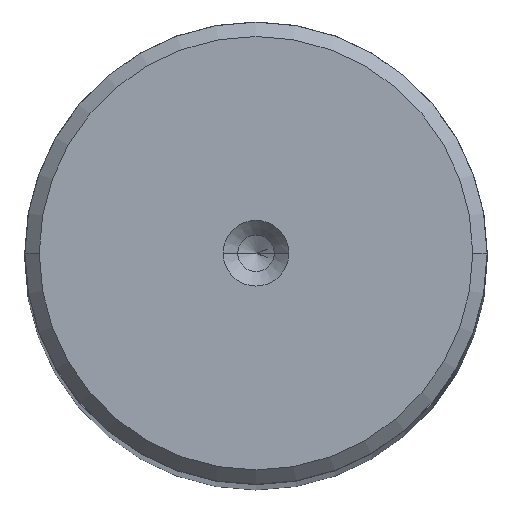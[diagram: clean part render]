
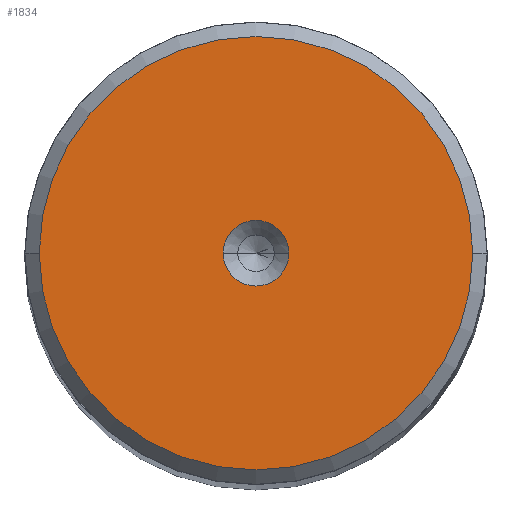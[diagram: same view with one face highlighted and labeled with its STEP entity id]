
A CAD part, top view. The second image highlights one B-rep face of the part: STEP entity #1834.
In plain terms, the highlighted planar face has unit normal (0, 0, 1).
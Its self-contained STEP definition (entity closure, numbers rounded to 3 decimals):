
#10 = VERTEX_POINT ( 'NONE', #250 ) ;
#21 = DIRECTION ( 'NONE',  ( 0., 0., 1. ) ) ;
#41 = VERTEX_POINT ( 'NONE', #2074 ) ;
#225 = DIRECTION ( 'NONE',  ( 1., 0., 0. ) ) ;
#250 = CARTESIAN_POINT ( 'NONE',  ( -2.7, 0., 260. ) ) ;
#294 = DIRECTION ( 'NONE',  ( 1., 0., 0. ) ) ;
#320 = AXIS2_PLACEMENT_3D ( 'NONE', #1452, #2838, #294 ) ;
#409 = EDGE_CURVE ( 'NONE', #1658, #10, #2303, .T. ) ;
#488 = CIRCLE ( 'NONE', #1460, 17.814 ) ;
#651 = CIRCLE ( 'NONE', #1487, 17.814 ) ;
#658 = CARTESIAN_POINT ( 'NONE',  ( 0., 0., 260. ) ) ;
#659 = CARTESIAN_POINT ( 'NONE',  ( 17.814, 0., 260. ) ) ;
#667 = AXIS2_PLACEMENT_3D ( 'NONE', #658, #1800, #1772 ) ;
#718 = ORIENTED_EDGE ( 'NONE', *, *, #2708, .T. ) ;
#869 = DIRECTION ( 'NONE',  ( 1., 0., 0. ) ) ;
#958 = CARTESIAN_POINT ( 'NONE',  ( 0., 0., 260. ) ) ;
#1065 = CARTESIAN_POINT ( 'NONE',  ( 2.7, 0., 260. ) ) ;
#1170 = EDGE_LOOP ( 'NONE', ( #718, #1653 ) ) ;
#1179 = ORIENTED_EDGE ( 'NONE', *, *, #1445, .F. ) ;
#1224 = AXIS2_PLACEMENT_3D ( 'NONE', #958, #21, #1376 ) ;
#1309 = EDGE_CURVE ( 'NONE', #1332, #41, #651, .T. ) ;
#1327 = CARTESIAN_POINT ( 'NONE',  ( 0., 0., 260. ) ) ;
#1332 = VERTEX_POINT ( 'NONE', #659 ) ;
#1376 = DIRECTION ( 'NONE',  ( 1., 0., 0. ) ) ;
#1420 = PLANE ( 'NONE',  #320 ) ;
#1445 = EDGE_CURVE ( 'NONE', #10, #1658, #1725, .T. ) ;
#1452 = CARTESIAN_POINT ( 'NONE',  ( 0., 0., 260. ) ) ;
#1460 = AXIS2_PLACEMENT_3D ( 'NONE', #2262, #1805, #869 ) ;
#1487 = AXIS2_PLACEMENT_3D ( 'NONE', #1327, #1571, #225 ) ;
#1571 = DIRECTION ( 'NONE',  ( 0., 0., 1. ) ) ;
#1653 = ORIENTED_EDGE ( 'NONE', *, *, #1309, .T. ) ;
#1658 = VERTEX_POINT ( 'NONE', #1065 ) ;
#1684 = FACE_BOUND ( 'NONE', #2392, .T. ) ;
#1725 = CIRCLE ( 'NONE', #1224, 2.7 ) ;
#1772 = DIRECTION ( 'NONE',  ( 1., 0., 0. ) ) ;
#1800 = DIRECTION ( 'NONE',  ( 0., 0., 1. ) ) ;
#1805 = DIRECTION ( 'NONE',  ( 0., 0., 1. ) ) ;
#1834 = ADVANCED_FACE ( 'NONE', ( #1684, #2837 ), #1420, .T. ) ;
#2025 = ORIENTED_EDGE ( 'NONE', *, *, #409, .F. ) ;
#2074 = CARTESIAN_POINT ( 'NONE',  ( -17.814, 0., 260. ) ) ;
#2262 = CARTESIAN_POINT ( 'NONE',  ( 0., 0., 260. ) ) ;
#2303 = CIRCLE ( 'NONE', #667, 2.7 ) ;
#2392 = EDGE_LOOP ( 'NONE', ( #2025, #1179 ) ) ;
#2708 = EDGE_CURVE ( 'NONE', #41, #1332, #488, .T. ) ;
#2837 = FACE_OUTER_BOUND ( 'NONE', #1170, .T. ) ;
#2838 = DIRECTION ( 'NONE',  ( 0., 0., 1. ) ) ;
